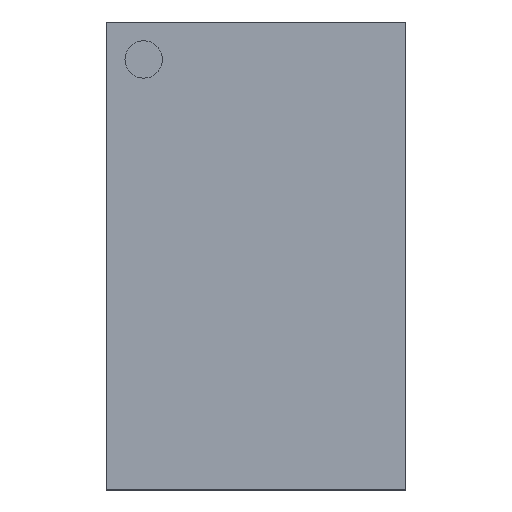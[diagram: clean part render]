
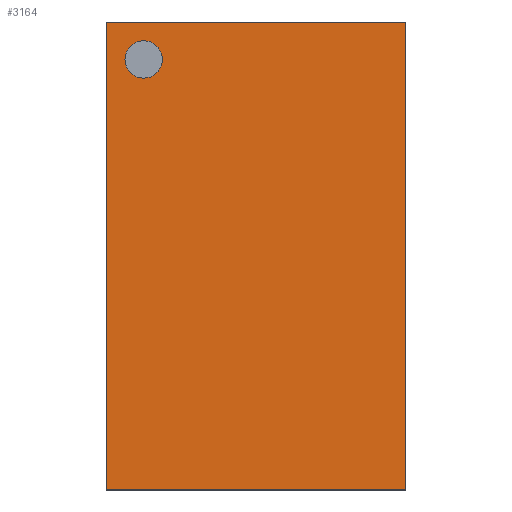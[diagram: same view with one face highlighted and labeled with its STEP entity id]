
A CAD part, top view. The second image highlights one B-rep face of the part: STEP entity #3164.
In plain terms, the highlighted planar face has unit normal (0, 0, 1).
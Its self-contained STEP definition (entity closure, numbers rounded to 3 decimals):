
#2975 = VERTEX_POINT('',#2976);
#2976 = CARTESIAN_POINT('',(-4.,-6.25,1.2));
#2983 = PLANE('',#2984);
#2984 = AXIS2_PLACEMENT_3D('',#2985,#2986,#2987);
#2985 = CARTESIAN_POINT('',(-4.,-6.25,0.45));
#2986 = DIRECTION('',(1.,0.,0.));
#2987 = DIRECTION('',(0.,0.,1.));
#2995 = PLANE('',#2996);
#2996 = AXIS2_PLACEMENT_3D('',#2997,#2998,#2999);
#2997 = CARTESIAN_POINT('',(-4.,-6.25,0.45));
#2998 = DIRECTION('',(0.,1.,0.));
#2999 = DIRECTION('',(0.,0.,1.));
#3036 = VERTEX_POINT('',#3037);
#3037 = CARTESIAN_POINT('',(-4.,6.25,1.2));
#3051 = PLANE('',#3052);
#3052 = AXIS2_PLACEMENT_3D('',#3053,#3054,#3055);
#3053 = CARTESIAN_POINT('',(-4.,6.25,0.45));
#3054 = DIRECTION('',(0.,1.,0.));
#3055 = DIRECTION('',(0.,0.,1.));
#3063 = EDGE_CURVE('',#2975,#3036,#3064,.T.);
#3064 = SURFACE_CURVE('',#3065,(#3069,#3076),.PCURVE_S1.);
#3065 = LINE('',#3066,#3067);
#3066 = CARTESIAN_POINT('',(-4.,-6.25,1.2));
#3067 = VECTOR('',#3068,1.);
#3068 = DIRECTION('',(0.,1.,0.));
#3069 = PCURVE('',#2983,#3070);
#3070 = DEFINITIONAL_REPRESENTATION('',(#3071),#3075);
#3071 = LINE('',#3072,#3073);
#3072 = CARTESIAN_POINT('',(0.75,0.));
#3073 = VECTOR('',#3074,1.);
#3074 = DIRECTION('',(0.,-1.));
#3075 = ( GEOMETRIC_REPRESENTATION_CONTEXT(2) 
PARAMETRIC_REPRESENTATION_CONTEXT() REPRESENTATION_CONTEXT('2D SPACE',''
  ) );
#3076 = PCURVE('',#3077,#3082);
#3077 = PLANE('',#3078);
#3078 = AXIS2_PLACEMENT_3D('',#3079,#3080,#3081);
#3079 = CARTESIAN_POINT('',(-4.,-6.25,1.2));
#3080 = DIRECTION('',(0.,0.,1.));
#3081 = DIRECTION('',(1.,0.,0.));
#3082 = DEFINITIONAL_REPRESENTATION('',(#3083),#3087);
#3083 = LINE('',#3084,#3085);
#3084 = CARTESIAN_POINT('',(0.,0.));
#3085 = VECTOR('',#3086,1.);
#3086 = DIRECTION('',(0.,1.));
#3087 = ( GEOMETRIC_REPRESENTATION_CONTEXT(2) 
PARAMETRIC_REPRESENTATION_CONTEXT() REPRESENTATION_CONTEXT('2D SPACE',''
  ) );
#3116 = EDGE_CURVE('',#2975,#3117,#3119,.T.);
#3117 = VERTEX_POINT('',#3118);
#3118 = CARTESIAN_POINT('',(4.,-6.25,1.2));
#3119 = SURFACE_CURVE('',#3120,(#3124,#3131),.PCURVE_S1.);
#3120 = LINE('',#3121,#3122);
#3121 = CARTESIAN_POINT('',(-4.,-6.25,1.2));
#3122 = VECTOR('',#3123,1.);
#3123 = DIRECTION('',(1.,0.,0.));
#3124 = PCURVE('',#2995,#3125);
#3125 = DEFINITIONAL_REPRESENTATION('',(#3126),#3130);
#3126 = LINE('',#3127,#3128);
#3127 = CARTESIAN_POINT('',(0.75,0.));
#3128 = VECTOR('',#3129,1.);
#3129 = DIRECTION('',(0.,1.));
#3130 = ( GEOMETRIC_REPRESENTATION_CONTEXT(2) 
PARAMETRIC_REPRESENTATION_CONTEXT() REPRESENTATION_CONTEXT('2D SPACE',''
  ) );
#3131 = PCURVE('',#3077,#3132);
#3132 = DEFINITIONAL_REPRESENTATION('',(#3133),#3137);
#3133 = LINE('',#3134,#3135);
#3134 = CARTESIAN_POINT('',(0.,0.));
#3135 = VECTOR('',#3136,1.);
#3136 = DIRECTION('',(1.,0.));
#3137 = ( GEOMETRIC_REPRESENTATION_CONTEXT(2) 
PARAMETRIC_REPRESENTATION_CONTEXT() REPRESENTATION_CONTEXT('2D SPACE',''
  ) );
#3153 = PLANE('',#3154);
#3154 = AXIS2_PLACEMENT_3D('',#3155,#3156,#3157);
#3155 = CARTESIAN_POINT('',(4.,-6.25,0.45));
#3156 = DIRECTION('',(1.,0.,0.));
#3157 = DIRECTION('',(0.,0.,1.));
#3164 = ADVANCED_FACE('',(#3165,#3213),#3077,.T.);
#3165 = FACE_BOUND('',#3166,.T.);
#3166 = EDGE_LOOP('',(#3167,#3168,#3169,#3192));
#3167 = ORIENTED_EDGE('',*,*,#3063,.F.);
#3168 = ORIENTED_EDGE('',*,*,#3116,.T.);
#3169 = ORIENTED_EDGE('',*,*,#3170,.T.);
#3170 = EDGE_CURVE('',#3117,#3171,#3173,.T.);
#3171 = VERTEX_POINT('',#3172);
#3172 = CARTESIAN_POINT('',(4.,6.25,1.2));
#3173 = SURFACE_CURVE('',#3174,(#3178,#3185),.PCURVE_S1.);
#3174 = LINE('',#3175,#3176);
#3175 = CARTESIAN_POINT('',(4.,-6.25,1.2));
#3176 = VECTOR('',#3177,1.);
#3177 = DIRECTION('',(0.,1.,0.));
#3178 = PCURVE('',#3077,#3179);
#3179 = DEFINITIONAL_REPRESENTATION('',(#3180),#3184);
#3180 = LINE('',#3181,#3182);
#3181 = CARTESIAN_POINT('',(8.,0.));
#3182 = VECTOR('',#3183,1.);
#3183 = DIRECTION('',(0.,1.));
#3184 = ( GEOMETRIC_REPRESENTATION_CONTEXT(2) 
PARAMETRIC_REPRESENTATION_CONTEXT() REPRESENTATION_CONTEXT('2D SPACE',''
  ) );
#3185 = PCURVE('',#3153,#3186);
#3186 = DEFINITIONAL_REPRESENTATION('',(#3187),#3191);
#3187 = LINE('',#3188,#3189);
#3188 = CARTESIAN_POINT('',(0.75,0.));
#3189 = VECTOR('',#3190,1.);
#3190 = DIRECTION('',(0.,-1.));
#3191 = ( GEOMETRIC_REPRESENTATION_CONTEXT(2) 
PARAMETRIC_REPRESENTATION_CONTEXT() REPRESENTATION_CONTEXT('2D SPACE',''
  ) );
#3192 = ORIENTED_EDGE('',*,*,#3193,.F.);
#3193 = EDGE_CURVE('',#3036,#3171,#3194,.T.);
#3194 = SURFACE_CURVE('',#3195,(#3199,#3206),.PCURVE_S1.);
#3195 = LINE('',#3196,#3197);
#3196 = CARTESIAN_POINT('',(-4.,6.25,1.2));
#3197 = VECTOR('',#3198,1.);
#3198 = DIRECTION('',(1.,0.,0.));
#3199 = PCURVE('',#3077,#3200);
#3200 = DEFINITIONAL_REPRESENTATION('',(#3201),#3205);
#3201 = LINE('',#3202,#3203);
#3202 = CARTESIAN_POINT('',(0.,12.5));
#3203 = VECTOR('',#3204,1.);
#3204 = DIRECTION('',(1.,0.));
#3205 = ( GEOMETRIC_REPRESENTATION_CONTEXT(2) 
PARAMETRIC_REPRESENTATION_CONTEXT() REPRESENTATION_CONTEXT('2D SPACE',''
  ) );
#3206 = PCURVE('',#3051,#3207);
#3207 = DEFINITIONAL_REPRESENTATION('',(#3208),#3212);
#3208 = LINE('',#3209,#3210);
#3209 = CARTESIAN_POINT('',(0.75,0.));
#3210 = VECTOR('',#3211,1.);
#3211 = DIRECTION('',(0.,1.));
#3212 = ( GEOMETRIC_REPRESENTATION_CONTEXT(2) 
PARAMETRIC_REPRESENTATION_CONTEXT() REPRESENTATION_CONTEXT('2D SPACE',''
  ) );
#3213 = FACE_BOUND('',#3214,.T.);
#3214 = EDGE_LOOP('',(#3215));
#3215 = ORIENTED_EDGE('',*,*,#3216,.F.);
#3216 = EDGE_CURVE('',#3217,#3217,#3219,.T.);
#3217 = VERTEX_POINT('',#3218);
#3218 = CARTESIAN_POINT('',(-2.5,5.25,1.2));
#3219 = SURFACE_CURVE('',#3220,(#3225,#3232),.PCURVE_S1.);
#3220 = CIRCLE('',#3221,0.5);
#3221 = AXIS2_PLACEMENT_3D('',#3222,#3223,#3224);
#3222 = CARTESIAN_POINT('',(-3.,5.25,1.2));
#3223 = DIRECTION('',(0.,0.,1.));
#3224 = DIRECTION('',(1.,0.,0.));
#3225 = PCURVE('',#3077,#3226);
#3226 = DEFINITIONAL_REPRESENTATION('',(#3227),#3231);
#3227 = CIRCLE('',#3228,0.5);
#3228 = AXIS2_PLACEMENT_2D('',#3229,#3230);
#3229 = CARTESIAN_POINT('',(1.,11.5));
#3230 = DIRECTION('',(1.,0.));
#3231 = ( GEOMETRIC_REPRESENTATION_CONTEXT(2) 
PARAMETRIC_REPRESENTATION_CONTEXT() REPRESENTATION_CONTEXT('2D SPACE',''
  ) );
#3232 = PCURVE('',#3233,#3238);
#3233 = CYLINDRICAL_SURFACE('',#3234,0.5);
#3234 = AXIS2_PLACEMENT_3D('',#3235,#3236,#3237);
#3235 = CARTESIAN_POINT('',(-3.,5.25,1.08));
#3236 = DIRECTION('',(0.,0.,1.));
#3237 = DIRECTION('',(1.,0.,0.));
#3238 = DEFINITIONAL_REPRESENTATION('',(#3239),#3243);
#3239 = LINE('',#3240,#3241);
#3240 = CARTESIAN_POINT('',(0.,0.12));
#3241 = VECTOR('',#3242,1.);
#3242 = DIRECTION('',(1.,0.));
#3243 = ( GEOMETRIC_REPRESENTATION_CONTEXT(2) 
PARAMETRIC_REPRESENTATION_CONTEXT() REPRESENTATION_CONTEXT('2D SPACE',''
  ) );
